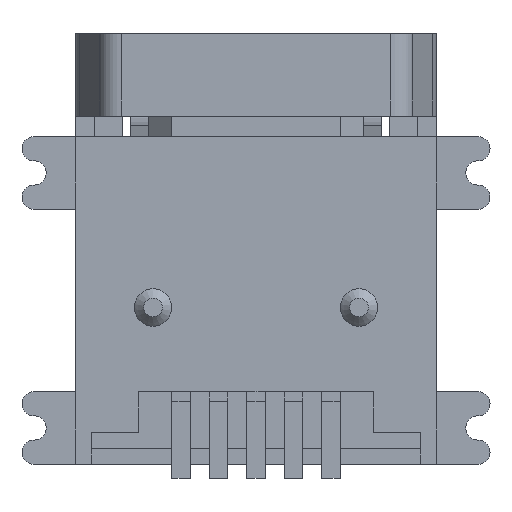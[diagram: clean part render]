
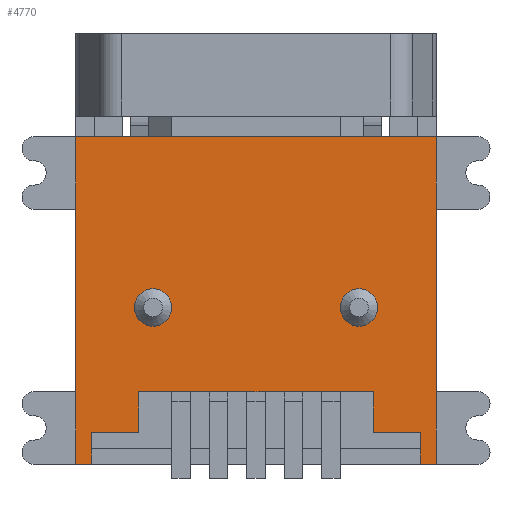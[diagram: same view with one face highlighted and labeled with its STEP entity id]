
A CAD part, front view. The second image highlights one B-rep face of the part: STEP entity #4770.
In plain terms, the highlighted planar face has unit normal (0, -1, 0).
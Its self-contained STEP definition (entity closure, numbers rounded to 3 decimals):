
#99=CIRCLE('',#5073,0.4);
#100=CIRCLE('',#5074,0.4);
#297=ORIENTED_EDGE('',*,*,#1701,.T.);
#298=ORIENTED_EDGE('',*,*,#1702,.T.);
#299=ORIENTED_EDGE('',*,*,#1703,.T.);
#300=ORIENTED_EDGE('',*,*,#1704,.T.);
#301=ORIENTED_EDGE('',*,*,#1705,.T.);
#302=ORIENTED_EDGE('',*,*,#1706,.T.);
#303=ORIENTED_EDGE('',*,*,#1707,.T.);
#304=ORIENTED_EDGE('',*,*,#1708,.T.);
#305=ORIENTED_EDGE('',*,*,#1709,.T.);
#306=ORIENTED_EDGE('',*,*,#1710,.T.);
#307=ORIENTED_EDGE('',*,*,#1711,.T.);
#308=ORIENTED_EDGE('',*,*,#1712,.T.);
#309=ORIENTED_EDGE('',*,*,#1713,.F.);
#310=ORIENTED_EDGE('',*,*,#1714,.T.);
#311=ORIENTED_EDGE('',*,*,#1715,.T.);
#312=ORIENTED_EDGE('',*,*,#1716,.F.);
#313=ORIENTED_EDGE('',*,*,#1717,.F.);
#314=ORIENTED_EDGE('',*,*,#1718,.F.);
#1701=EDGE_CURVE('',#2395,#2395,#99,.T.);
#1702=EDGE_CURVE('',#2396,#2396,#100,.T.);
#1703=EDGE_CURVE('',#2397,#2398,#2873,.T.);
#1704=EDGE_CURVE('',#2398,#2399,#2874,.T.);
#1705=EDGE_CURVE('',#2399,#2400,#2875,.T.);
#1706=EDGE_CURVE('',#2400,#2401,#2876,.T.);
#1707=EDGE_CURVE('',#2401,#2402,#2877,.T.);
#1708=EDGE_CURVE('',#2402,#2403,#2878,.T.);
#1709=EDGE_CURVE('',#2403,#2404,#2879,.T.);
#1710=EDGE_CURVE('',#2404,#2405,#2880,.T.);
#1711=EDGE_CURVE('',#2405,#2406,#2881,.T.);
#1712=EDGE_CURVE('',#2406,#2407,#2882,.T.);
#1713=EDGE_CURVE('',#2408,#2407,#2883,.T.);
#1714=EDGE_CURVE('',#2408,#2409,#2884,.T.);
#1715=EDGE_CURVE('',#2409,#2410,#2885,.T.);
#1716=EDGE_CURVE('',#2411,#2410,#2886,.T.);
#1717=EDGE_CURVE('',#2412,#2411,#2887,.T.);
#1718=EDGE_CURVE('',#2397,#2412,#2888,.T.);
#2395=VERTEX_POINT('',#6912);
#2396=VERTEX_POINT('',#6914);
#2397=VERTEX_POINT('',#6916);
#2398=VERTEX_POINT('',#6917);
#2399=VERTEX_POINT('',#6919);
#2400=VERTEX_POINT('',#6921);
#2401=VERTEX_POINT('',#6923);
#2402=VERTEX_POINT('',#6925);
#2403=VERTEX_POINT('',#6927);
#2404=VERTEX_POINT('',#6929);
#2405=VERTEX_POINT('',#6931);
#2406=VERTEX_POINT('',#6933);
#2407=VERTEX_POINT('',#6935);
#2408=VERTEX_POINT('',#6937);
#2409=VERTEX_POINT('',#6939);
#2410=VERTEX_POINT('',#6941);
#2411=VERTEX_POINT('',#6943);
#2412=VERTEX_POINT('',#6945);
#2873=LINE('',#6915,#3485);
#2874=LINE('',#6918,#3486);
#2875=LINE('',#6920,#3487);
#2876=LINE('',#6922,#3488);
#2877=LINE('',#6924,#3489);
#2878=LINE('',#6926,#3490);
#2879=LINE('',#6928,#3491);
#2880=LINE('',#6930,#3492);
#2881=LINE('',#6932,#3493);
#2882=LINE('',#6934,#3494);
#2883=LINE('',#6936,#3495);
#2884=LINE('',#6938,#3496);
#2885=LINE('',#6940,#3497);
#2886=LINE('',#6942,#3498);
#2887=LINE('',#6944,#3499);
#2888=LINE('',#6946,#3500);
#3485=VECTOR('',#5544,1000.);
#3486=VECTOR('',#5545,1000.);
#3487=VECTOR('',#5546,1000.);
#3488=VECTOR('',#5547,1000.);
#3489=VECTOR('',#5548,1000.);
#3490=VECTOR('',#5549,1000.);
#3491=VECTOR('',#5550,1000.);
#3492=VECTOR('',#5551,1000.);
#3493=VECTOR('',#5552,1000.);
#3494=VECTOR('',#5553,1000.);
#3495=VECTOR('',#5554,1000.);
#3496=VECTOR('',#5555,1000.);
#3497=VECTOR('',#5556,1000.);
#3498=VECTOR('',#5557,1000.);
#3499=VECTOR('',#5558,1000.);
#3500=VECTOR('',#5559,1000.);
#4034=EDGE_LOOP('',(#297));
#4035=EDGE_LOOP('',(#298));
#4036=EDGE_LOOP('',(#299,#300,#301,#302,#303,#304,#305,#306,#307,#308,#309,
#310,#311,#312,#313,#314));
#4304=FACE_BOUND('',#4034,.T.);
#4305=FACE_BOUND('',#4035,.T.);
#4306=FACE_BOUND('',#4036,.T.);
#4564=PLANE('',#5072);
#4770=ADVANCED_FACE('',(#4304,#4305,#4306),#4564,.T.);
#5072=AXIS2_PLACEMENT_3D('',#6910,#5538,#5539);
#5073=AXIS2_PLACEMENT_3D('',#6911,#5540,#5541);
#5074=AXIS2_PLACEMENT_3D('',#6913,#5542,#5543);
#5538=DIRECTION('',(0.,-1.,0.));
#5539=DIRECTION('',(0.,0.,-1.));
#5540=DIRECTION('',(0.,1.,0.));
#5541=DIRECTION('',(0.,0.,1.));
#5542=DIRECTION('',(0.,1.,0.));
#5543=DIRECTION('',(0.,0.,1.));
#5544=DIRECTION('',(1.,0.,0.));
#5545=DIRECTION('',(0.,0.,1.));
#5546=DIRECTION('',(1.,0.,0.));
#5547=DIRECTION('',(0.,0.,1.));
#5548=DIRECTION('',(1.,0.,0.));
#5549=DIRECTION('',(0.,0.,-1.));
#5550=DIRECTION('',(1.,0.,0.));
#5551=DIRECTION('',(0.,0.,-1.));
#5552=DIRECTION('',(1.,0.,0.));
#5553=DIRECTION('',(0.,0.,1.));
#5554=DIRECTION('',(0.,0.,-1.));
#5555=DIRECTION('',(0.,0.,1.));
#5556=DIRECTION('',(-1.,0.,0.));
#5557=DIRECTION('',(0.,0.,1.));
#5558=DIRECTION('',(0.,0.,1.));
#5559=DIRECTION('',(0.,0.,1.));
#6910=CARTESIAN_POINT('',(-3.85,0.,-7.44));
#6911=CARTESIAN_POINT('',(2.2,0.,-4.09));
#6912=CARTESIAN_POINT('',(2.2,0.,-3.69));
#6913=CARTESIAN_POINT('',(-2.2,0.,-4.09));
#6914=CARTESIAN_POINT('',(-2.2,0.,-3.69));
#6915=CARTESIAN_POINT('',(-3.85,0.,-7.44));
#6916=CARTESIAN_POINT('',(-3.85,0.,-7.44));
#6917=CARTESIAN_POINT('',(-3.51,0.,-7.44));
#6918=CARTESIAN_POINT('',(-3.51,0.,-7.44));
#6919=CARTESIAN_POINT('',(-3.51,0.,-6.76));
#6920=CARTESIAN_POINT('',(-3.85,0.,-6.76));
#6921=CARTESIAN_POINT('',(-2.5,0.,-6.76));
#6922=CARTESIAN_POINT('',(-2.5,0.,-7.44));
#6923=CARTESIAN_POINT('',(-2.5,0.,-5.89));
#6924=CARTESIAN_POINT('',(-3.85,0.,-5.89));
#6925=CARTESIAN_POINT('',(2.5,0.,-5.89));
#6926=CARTESIAN_POINT('',(2.5,0.,-7.44));
#6927=CARTESIAN_POINT('',(2.5,0.,-6.76));
#6928=CARTESIAN_POINT('',(-3.85,0.,-6.76));
#6929=CARTESIAN_POINT('',(3.51,0.,-6.76));
#6930=CARTESIAN_POINT('',(3.51,0.,-7.44));
#6931=CARTESIAN_POINT('',(3.51,0.,-7.44));
#6932=CARTESIAN_POINT('',(-3.85,0.,-7.44));
#6933=CARTESIAN_POINT('',(3.85,0.,-7.44));
#6934=CARTESIAN_POINT('',(3.85,0.,-7.44));
#6935=CARTESIAN_POINT('',(3.85,0.,-5.89));
#6936=CARTESIAN_POINT('',(3.85,0.,-7.44));
#6937=CARTESIAN_POINT('',(3.85,0.,-1.99));
#6938=CARTESIAN_POINT('',(3.85,0.,-7.44));
#6939=CARTESIAN_POINT('',(3.85,0.,-0.44));
#6940=CARTESIAN_POINT('',(-3.85,0.,-0.44));
#6941=CARTESIAN_POINT('',(-3.85,0.,-0.44));
#6942=CARTESIAN_POINT('',(-3.85,0.,-7.44));
#6943=CARTESIAN_POINT('',(-3.85,0.,-1.99));
#6944=CARTESIAN_POINT('',(-3.85,0.,-7.44));
#6945=CARTESIAN_POINT('',(-3.85,0.,-5.89));
#6946=CARTESIAN_POINT('',(-3.85,0.,-7.44));
